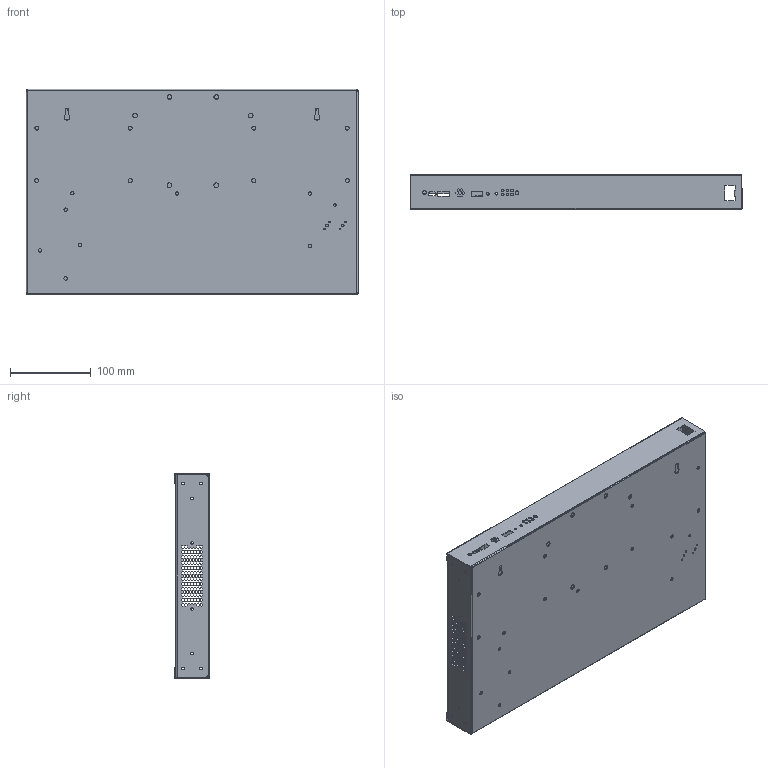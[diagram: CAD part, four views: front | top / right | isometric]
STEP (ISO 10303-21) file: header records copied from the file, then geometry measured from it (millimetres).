
FILE_DESCRIPTION (( 'STEP AP203' ), '1' );
FILE_NAME ('ENVIROMUX-16DDP.STEP', '2015-02-13T18:57:54', ( 'test' ), ( '' ), 'SwSTEP 2.0', 'SolidWorks 2011', '' );
FILE_SCHEMA (( 'CONFIG_CONTROL_DESIGN' ));
Length unit declared in the file: millimetre
Products named in the file (3): ENVIROMUX-16DDP; MP3179; MP4619
Assembly tree (2 placements, depth 2):
  ENVIROMUX-16DDP
    MP3179
    MP4619
Bounding box: 411.25 x 43.25 x 254.38 mm (x, y, z)
Volume: 305544.6 mm3; surface area: 532216.3 mm2
Topology: 2 solids, 2 shells, 2311 faces, 6833 edges, 4526 vertices
Faces by surface type: plane 2011, cylinder 290, bspline 10
Entity records: 78154 total; most frequent: CARTESIAN_POINT 14011, ORIENTED_EDGE 13666, DIRECTION 11969, EDGE_CURVE 6833, VECTOR 6229, LINE 6229, VERTEX_POINT 4526, EDGE_LOOP 3149
